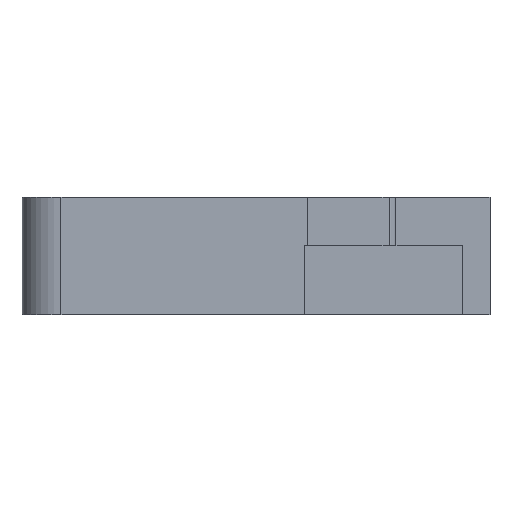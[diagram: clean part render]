
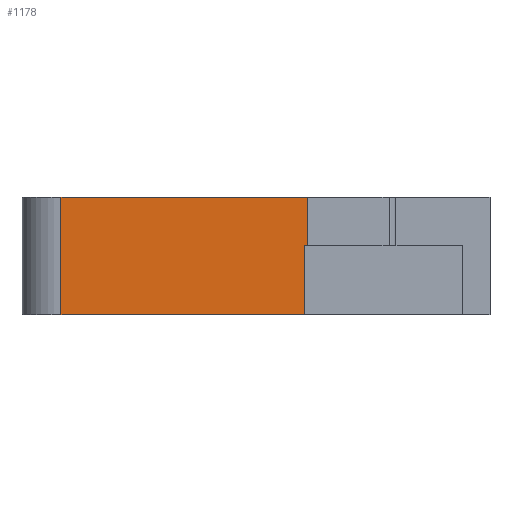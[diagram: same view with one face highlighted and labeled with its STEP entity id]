
A CAD part, left-side view. The second image highlights one B-rep face of the part: STEP entity #1178.
In plain terms, the highlighted planar face has unit normal (-1, 0, 0).
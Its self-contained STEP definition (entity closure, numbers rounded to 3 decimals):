
#1178=ADVANCED_FACE('',(#2460),#2462,.T.);
#2460=FACE_BOUND('',#2461,.T.);
#2461=EDGE_LOOP('',(#3631,#3632,#3633,#3634,#3635,#3636));
#2462=PLANE('',#2463);
#2463=AXIS2_PLACEMENT_3D('',#2464,#2465,#2466);
#2464=CARTESIAN_POINT('',(-14.25,12.,2.5));
#2465=DIRECTION('',(-1.,0.,0.));
#2466=DIRECTION('',(0.,-1.,0.));
#3631=ORIENTED_EDGE('',*,*,#4337,.F.);
#3632=ORIENTED_EDGE('',*,*,#4338,.F.);
#3633=ORIENTED_EDGE('',*,*,#4339,.T.);
#3634=ORIENTED_EDGE('',*,*,#4340,.T.);
#3635=ORIENTED_EDGE('',*,*,#4341,.T.);
#3636=ORIENTED_EDGE('',*,*,#3966,.F.);
#3966=EDGE_CURVE('',#4462,#4464,#4465,.T.);
#4337=EDGE_CURVE('',#5083,#4462,#5085,.T.);
#4338=EDGE_CURVE('',#5086,#5083,#5087,.T.);
#4339=EDGE_CURVE('',#5086,#5088,#5089,.T.);
#4340=EDGE_CURVE('',#5088,#5090,#5091,.T.);
#4341=EDGE_CURVE('',#5090,#4464,#5092,.T.);
#4462=VERTEX_POINT('',#5297);
#4464=VERTEX_POINT('',#5302);
#4465=LINE('',#5303,#5304);
#5083=VERTEX_POINT('',#6797);
#5085=LINE('',#6802,#6803);
#5086=VERTEX_POINT('',#6805);
#5087=LINE('',#6806,#6807);
#5088=VERTEX_POINT('',#6809);
#5089=LINE('',#6810,#6811);
#5090=VERTEX_POINT('',#6813);
#5091=LINE('',#6814,#6815);
#5092=LINE('',#6817,#6818);
#5297=CARTESIAN_POINT('',(-14.25,10.,5.));
#5302=CARTESIAN_POINT('',(-14.25,-2.661,5.));
#5303=CARTESIAN_POINT('',(-14.25,10.,5.));
#5304=VECTOR('',#5305,1.);
#5305=DIRECTION('',(0.,-1.,0.));
#6797=CARTESIAN_POINT('',(-14.25,10.,-1.05));
#6802=CARTESIAN_POINT('',(-14.25,10.,-1.05));
#6803=VECTOR('',#6804,1.);
#6804=DIRECTION('',(0.,0.,1.));
#6805=CARTESIAN_POINT('',(-14.25,-2.5,-1.05));
#6806=CARTESIAN_POINT('',(-14.25,-2.5,-1.05));
#6807=VECTOR('',#6808,1.);
#6808=DIRECTION('',(0.,1.,0.));
#6809=CARTESIAN_POINT('',(-14.25,-2.5,2.5));
#6810=CARTESIAN_POINT('',(-14.25,-2.5,-1.05));
#6811=VECTOR('',#6812,1.);
#6812=DIRECTION('',(0.,0.,1.));
#6813=CARTESIAN_POINT('',(-14.25,-2.661,2.5));
#6814=CARTESIAN_POINT('',(-14.25,-2.5,2.5));
#6815=VECTOR('',#6816,1.);
#6816=DIRECTION('',(0.,-1.,0.));
#6817=CARTESIAN_POINT('',(-14.25,-2.661,2.5));
#6818=VECTOR('',#6819,1.);
#6819=DIRECTION('',(0.,0.,1.));
